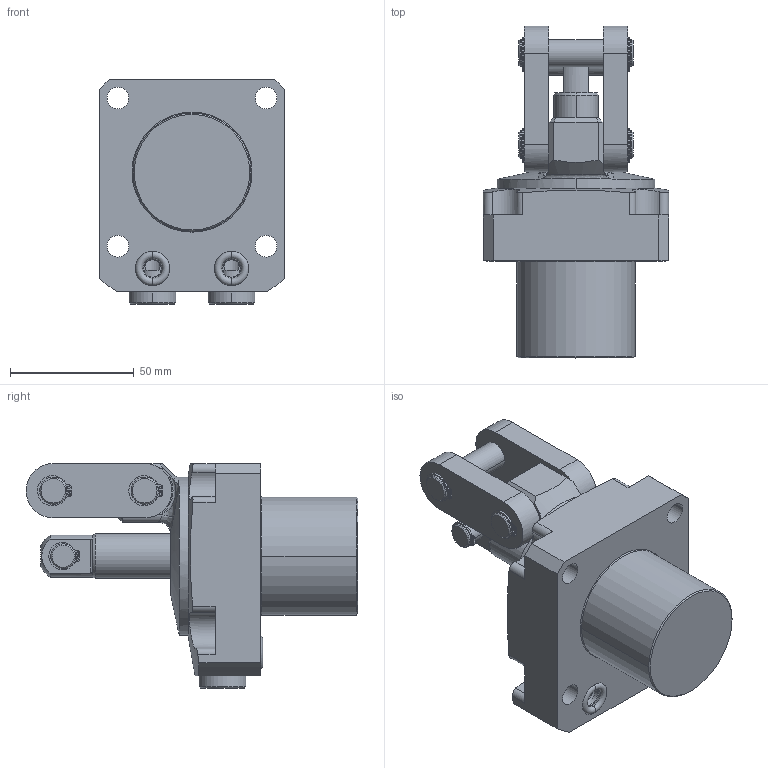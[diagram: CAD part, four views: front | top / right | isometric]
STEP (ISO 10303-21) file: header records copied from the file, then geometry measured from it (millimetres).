
FILE_DESCRIPTION((''),'2;1');
FILE_NAME('ILCMV41622200','2018-11-06T',('ngp'),(''),'PRO/ENGINEER BY PARAMETRIC TECHNOLOGY CORPORATION, 2013320','PRO/ENGINEER BY PARAMETRIC TECHNOLOGY CORPORATION, 2013320','');
FILE_SCHEMA(('AUTOMOTIVE_DESIGN { 1 0 10303 214 1 1 1 1 }'));
Length unit declared in the file: millimetre
Products named in the file (3): ILCMV41622200_BODY; ILCMV41622200_LUG; ILCMV41622200
Assembly tree (2 placements, depth 2):
  ILCMV41622200
    ILCMV41622200_BODY
    ILCMV41622200_LUG
Bounding box: 75 x 134.3 x 91.05 mm (x, y, z)
Volume: 299676 mm3; surface area: 56322.8 mm2
Topology: 4 solids, 8 shells, 387 faces, 991 edges, 632 vertices
Faces by surface type: cylinder 161, plane 138, cone 55, torus 21, sphere 8, bspline 4
Entity records: 15589 total; most frequent: CARTESIAN_POINT 2770, DIRECTION 2141, ORIENTED_EDGE 1954, PRESENTATION_STYLE_ASSIGNMENT 993, STYLED_ITEM 993, CURVE_STYLE 985, EDGE_CURVE 985, AXIS2_PLACEMENT_3D 858
